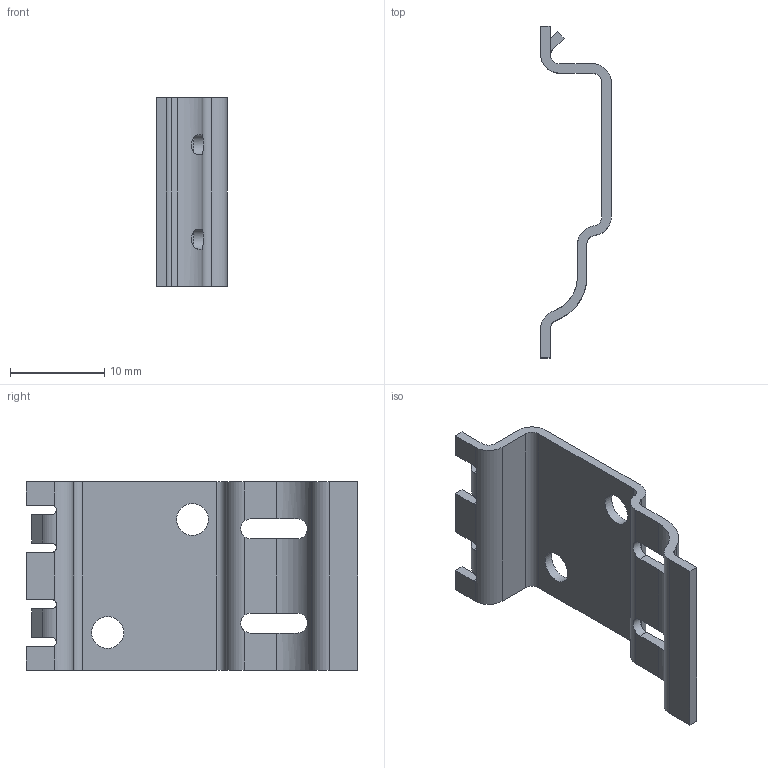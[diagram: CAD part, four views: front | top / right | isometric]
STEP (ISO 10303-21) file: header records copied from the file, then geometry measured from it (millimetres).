
FILE_DESCRIPTION(/* description */ ('STEP AP214'),/* implementation_level */ '2;1');
FILE_NAME(/* name */ '540214_SXE3-W',/* time_stamp */ '2024-09-12T09:01:40+02:00',/* author */ ('License CC BY-ND 4.0'),/* organization */ ('CADENAS'),/* preprocessor_version */ 'ST-DEVELOPER v19.3',/* originating_system */ 'PARTsolutions',/* authorisation */ ' ');
FILE_SCHEMA (('AUTOMOTIVE_DESIGN {1 0 10303 214 3 1 1}'));
Length unit declared in the file: millimetre
Products named in the file (1): 540214 SXE3-W
Bounding box: 7.5 x 35.2 x 20 mm (x, y, z)
Volume: 807.6 mm3; surface area: 1820 mm2
Topology: 1 solids, 1 shells, 73 faces, 225 edges, 150 vertices
Faces by surface type: plane 47, cylinder 26
Full cylindrical faces by diameter (mm): 3.4 x2
Entity records: 2607 total; most frequent: CARTESIAN_POINT 547, ORIENTED_EDGE 446, DIRECTION 407, EDGE_CURVE 223, VERTEX_POINT 150, LINE 139, VECTOR 139, AXIS2_PLACEMENT_3D 134
